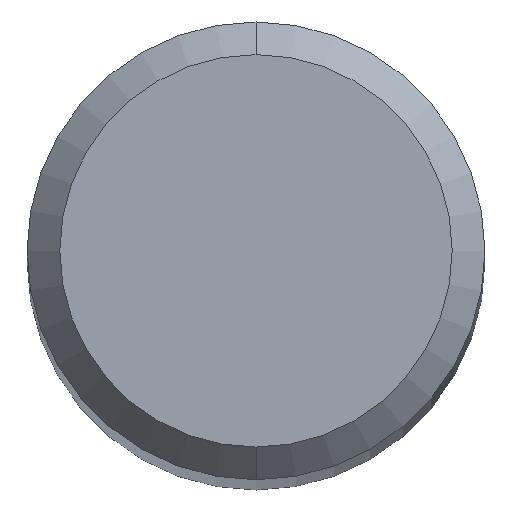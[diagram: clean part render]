
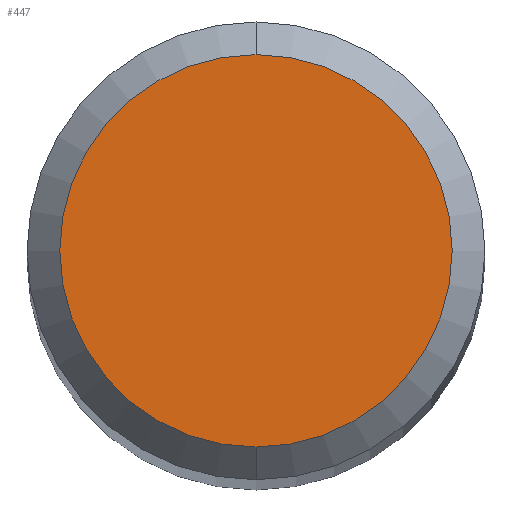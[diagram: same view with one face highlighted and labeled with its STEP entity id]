
A CAD part, top view. The second image highlights one B-rep face of the part: STEP entity #447.
In plain terms, the highlighted planar face has unit normal (0, 0, 1).
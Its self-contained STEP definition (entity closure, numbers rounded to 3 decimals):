
#237=VERTEX_POINT('',#625);
#301=VERTEX_POINT('',#694);
#303=EDGE_CURVE('',#237,#301,#696,.T.);
#447=ADVANCED_FACE('',(#857),#858,.T.);
#493=EDGE_CURVE('',#301,#237,#909,.T.);
#625=CARTESIAN_POINT('',(0.,-1.8,0.0));
#694=CARTESIAN_POINT('',(0.0,1.8,0.0));
#696=CIRCLE('',#1168,1.8);
#857=FACE_OUTER_BOUND('',#1506,.T.);
#858=PLANE('',#1507);
#909=CIRCLE('',#1600,1.8);
#1168=AXIS2_PLACEMENT_3D('',#1856,#1857,#1858);
#1506=EDGE_LOOP('',(#2047,#2048));
#1507=AXIS2_PLACEMENT_3D('',#2049,#2050,#2051);
#1600=AXIS2_PLACEMENT_3D('',#2110,#2111,#2112);
#1856=CARTESIAN_POINT('',(0.0,0.0,0.0));
#1857=DIRECTION('',(0.0,0.0,-1.0));
#1858=DIRECTION('',(0.0,1.0,0.0));
#2047=ORIENTED_EDGE('',*,*,#493,.F.);
#2048=ORIENTED_EDGE('',*,*,#303,.F.);
#2049=CARTESIAN_POINT('',(0.0,0.9,0.0));
#2050=DIRECTION('',(-0.0,0.0,1.0));
#2051=DIRECTION('',(0.0,-1.0,0.0));
#2110=CARTESIAN_POINT('',(0.0,0.0,0.0));
#2111=DIRECTION('',(0.0,0.0,-1.0));
#2112=DIRECTION('',(0.0,1.0,0.0));
